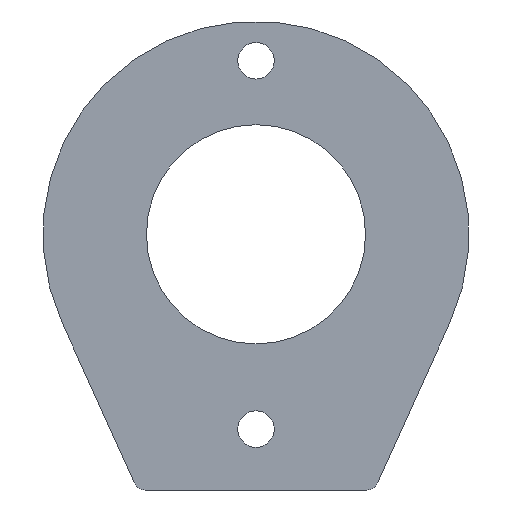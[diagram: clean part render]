
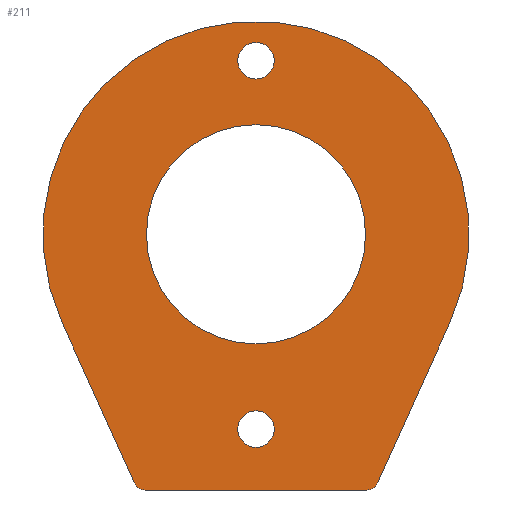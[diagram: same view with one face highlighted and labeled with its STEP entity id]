
A CAD part, front view. The second image highlights one B-rep face of the part: STEP entity #211.
In plain terms, the highlighted planar face has unit normal (0, -1, 0).
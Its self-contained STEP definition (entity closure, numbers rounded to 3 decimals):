
#18=FACE_BOUND('',#51,.T.);
#19=FACE_BOUND('',#52,.T.);
#20=FACE_BOUND('',#53,.T.);
#25=PLANE('',#248);
#36=FACE_OUTER_BOUND('',#50,.T.);
#50=EDGE_LOOP('',(#186,#187,#188,#189,#190,#191));
#51=EDGE_LOOP('',(#192));
#52=EDGE_LOOP('',(#193));
#53=EDGE_LOOP('',(#194));
#58=LINE('',#327,#73);
#65=LINE('',#360,#80);
#68=LINE('',#367,#83);
#73=VECTOR('',#263,10.);
#80=VECTOR('',#300,10.);
#83=VECTOR('',#309,10.);
#84=CIRCLE('',#227,1.);
#91=CIRCLE('',#237,1.);
#92=CIRCLE('',#239,1.5);
#93=CIRCLE('',#241,1.5);
#94=CIRCLE('',#243,9.);
#95=CIRCLE('',#246,17.5);
#96=VERTEX_POINT('',#314);
#97=VERTEX_POINT('',#315);
#101=VERTEX_POINT('',#325);
#108=VERTEX_POINT('',#343);
#109=VERTEX_POINT('',#347);
#110=VERTEX_POINT('',#351);
#111=VERTEX_POINT('',#355);
#112=VERTEX_POINT('',#359);
#113=VERTEX_POINT('',#363);
#114=EDGE_CURVE('',#96,#97,#84,.T.);
#120=EDGE_CURVE('',#96,#101,#58,.T.);
#128=EDGE_CURVE('',#108,#101,#91,.T.);
#130=EDGE_CURVE('',#109,#109,#92,.T.);
#132=EDGE_CURVE('',#110,#110,#93,.T.);
#134=EDGE_CURVE('',#111,#111,#94,.T.);
#136=EDGE_CURVE('',#112,#97,#65,.T.);
#138=EDGE_CURVE('',#113,#112,#95,.T.);
#140=EDGE_CURVE('',#108,#113,#68,.T.);
#186=ORIENTED_EDGE('',*,*,#114,.F.);
#187=ORIENTED_EDGE('',*,*,#120,.T.);
#188=ORIENTED_EDGE('',*,*,#128,.F.);
#189=ORIENTED_EDGE('',*,*,#140,.T.);
#190=ORIENTED_EDGE('',*,*,#138,.T.);
#191=ORIENTED_EDGE('',*,*,#136,.T.);
#192=ORIENTED_EDGE('',*,*,#134,.T.);
#193=ORIENTED_EDGE('',*,*,#132,.T.);
#194=ORIENTED_EDGE('',*,*,#130,.T.);
#211=ADVANCED_FACE('',(#36,#18,#19,#20),#25,.T.);
#227=AXIS2_PLACEMENT_3D('',#316,#253,#254);
#237=AXIS2_PLACEMENT_3D('',#344,#280,#281);
#239=AXIS2_PLACEMENT_3D('',#348,#285,#286);
#241=AXIS2_PLACEMENT_3D('',#352,#290,#291);
#243=AXIS2_PLACEMENT_3D('',#356,#295,#296);
#246=AXIS2_PLACEMENT_3D('',#364,#304,#305);
#248=AXIS2_PLACEMENT_3D('',#368,#310,#311);
#253=DIRECTION('center_axis',(0.,1.,0.));
#254=DIRECTION('ref_axis',(-0.543,0.,-0.84));
#263=DIRECTION('',(1.,0.,0.));
#280=DIRECTION('center_axis',(0.,1.,0.));
#281=DIRECTION('ref_axis',(0.543,0.,-0.84));
#285=DIRECTION('center_axis',(0.,1.,0.));
#286=DIRECTION('ref_axis',(1.,0.,0.));
#290=DIRECTION('center_axis',(0.,1.,0.));
#291=DIRECTION('ref_axis',(1.,0.,0.));
#295=DIRECTION('center_axis',(0.,1.,0.));
#296=DIRECTION('ref_axis',(1.,0.,0.));
#300=DIRECTION('',(0.411,0.,-0.912));
#304=DIRECTION('center_axis',(0.,-1.,0.));
#305=DIRECTION('ref_axis',(0.912,0.,-0.411));
#309=DIRECTION('',(0.411,0.,0.912));
#310=DIRECTION('center_axis',(0.,-1.,0.));
#311=DIRECTION('ref_axis',(1.,0.,0.));
#314=CARTESIAN_POINT('',(-9.084,71.,-42.));
#315=CARTESIAN_POINT('',(-9.996,71.,-41.411));
#316=CARTESIAN_POINT('Origin',(-9.084,71.,-41.));
#325=CARTESIAN_POINT('',(9.084,71.,-42.));
#327=CARTESIAN_POINT('',(-9.73,71.,-42.));
#343=CARTESIAN_POINT('',(9.996,71.,-41.411));
#344=CARTESIAN_POINT('Origin',(9.084,71.,-41.));
#347=CARTESIAN_POINT('',(-1.5,71.,-6.75));
#348=CARTESIAN_POINT('Origin',(0.,71.,-6.75));
#351=CARTESIAN_POINT('',(-1.5,71.,-37.));
#352=CARTESIAN_POINT('Origin',(0.,71.,-37.));
#355=CARTESIAN_POINT('',(-9.,71.,-21.));
#356=CARTESIAN_POINT('Origin',(0.,71.,-21.));
#359=CARTESIAN_POINT('',(-15.954,71.,-28.191));
#360=CARTESIAN_POINT('',(-15.954,71.,-28.191));
#363=CARTESIAN_POINT('',(15.954,71.,-28.191));
#364=CARTESIAN_POINT('Origin',(0.,71.,-21.));
#367=CARTESIAN_POINT('',(9.73,71.,-42.));
#368=CARTESIAN_POINT('Origin',(0.,71.,-22.75));
